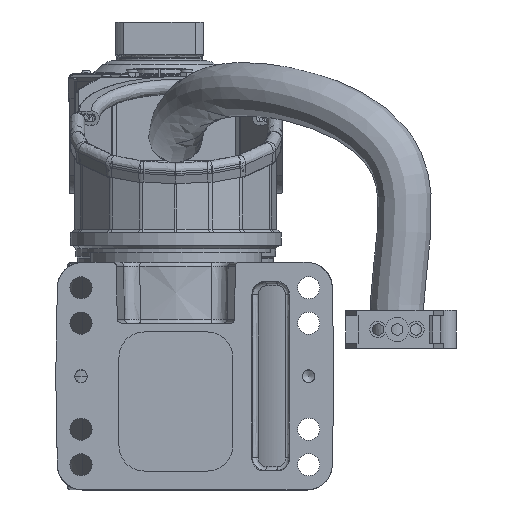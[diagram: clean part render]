
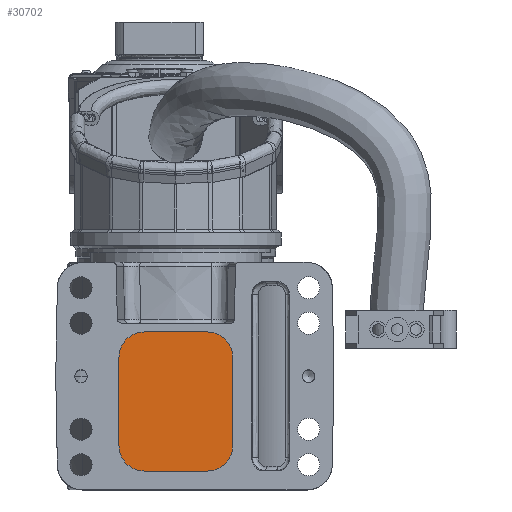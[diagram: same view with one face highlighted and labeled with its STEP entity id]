
A CAD part, left-side view. The second image highlights one B-rep face of the part: STEP entity #30702.
In plain terms, the highlighted planar face has unit normal (-1, 0, 0).
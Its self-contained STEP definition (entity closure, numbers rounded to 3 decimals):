
#1477=LINE('',#45550,#3540);
#1478=LINE('',#45554,#3541);
#1479=LINE('',#45558,#3542);
#1480=LINE('',#45561,#3543);
#3540=VECTOR('',#35996,10.);
#3541=VECTOR('',#35999,10.);
#3542=VECTOR('',#36002,10.);
#3543=VECTOR('',#36005,10.);
#5603=PLANE('',#32797);
#6304=FACE_OUTER_BOUND('',#8132,.T.);
#8132=EDGE_LOOP('',(#19690,#19691,#19692,#19693,#19694,#19695,#19696,#19697));
#10139=CIRCLE('',#32798,20.);
#10140=CIRCLE('',#32799,20.);
#10141=CIRCLE('',#32800,20.);
#10142=CIRCLE('',#32801,20.);
#12314=VERTEX_POINT('',#45546);
#12315=VERTEX_POINT('',#45547);
#12316=VERTEX_POINT('',#45549);
#12317=VERTEX_POINT('',#45551);
#12318=VERTEX_POINT('',#45553);
#12319=VERTEX_POINT('',#45555);
#12320=VERTEX_POINT('',#45557);
#12321=VERTEX_POINT('',#45559);
#15155=EDGE_CURVE('',#12314,#12315,#10139,.T.);
#15156=EDGE_CURVE('',#12316,#12315,#1477,.T.);
#15157=EDGE_CURVE('',#12316,#12317,#10140,.T.);
#15158=EDGE_CURVE('',#12318,#12317,#1478,.T.);
#15159=EDGE_CURVE('',#12318,#12319,#10141,.T.);
#15160=EDGE_CURVE('',#12320,#12319,#1479,.T.);
#15161=EDGE_CURVE('',#12320,#12321,#10142,.T.);
#15162=EDGE_CURVE('',#12314,#12321,#1480,.T.);
#19690=ORIENTED_EDGE('',*,*,#15155,.T.);
#19691=ORIENTED_EDGE('',*,*,#15156,.F.);
#19692=ORIENTED_EDGE('',*,*,#15157,.T.);
#19693=ORIENTED_EDGE('',*,*,#15158,.F.);
#19694=ORIENTED_EDGE('',*,*,#15159,.T.);
#19695=ORIENTED_EDGE('',*,*,#15160,.F.);
#19696=ORIENTED_EDGE('',*,*,#15161,.T.);
#19697=ORIENTED_EDGE('',*,*,#15162,.F.);
#30702=ADVANCED_FACE('',(#6304),#5603,.F.);
#32797=AXIS2_PLACEMENT_3D('',#45545,#35992,#35993);
#32798=AXIS2_PLACEMENT_3D('',#45548,#35994,#35995);
#32799=AXIS2_PLACEMENT_3D('',#45552,#35997,#35998);
#32800=AXIS2_PLACEMENT_3D('',#45556,#36000,#36001);
#32801=AXIS2_PLACEMENT_3D('',#45560,#36003,#36004);
#35992=DIRECTION('center_axis',(1.,0.,0.));
#35993=DIRECTION('ref_axis',(0.,0.,-1.));
#35994=DIRECTION('center_axis',(-1.,0.,0.));
#35995=DIRECTION('ref_axis',(0.,-0.707,0.707));
#35996=DIRECTION('',(0.,-1.,0.));
#35997=DIRECTION('center_axis',(-1.,0.,0.));
#35998=DIRECTION('ref_axis',(0.,0.707,0.707));
#35999=DIRECTION('',(0.,0.,1.));
#36000=DIRECTION('center_axis',(-1.,0.,0.));
#36001=DIRECTION('ref_axis',(0.,0.707,-0.707));
#36002=DIRECTION('',(0.,1.,0.));
#36003=DIRECTION('center_axis',(-1.,0.,0.));
#36004=DIRECTION('ref_axis',(0.,-0.707,-0.707));
#36005=DIRECTION('',(0.,0.,-1.));
#45545=CARTESIAN_POINT('Origin',(-165.,-35.,24.));
#45546=CARTESIAN_POINT('',(-165.,-45.,15.));
#45547=CARTESIAN_POINT('',(-165.,-25.,35.));
#45548=CARTESIAN_POINT('Origin',(-165.,-25.,15.));
#45549=CARTESIAN_POINT('',(-165.,25.,35.));
#45550=CARTESIAN_POINT('',(-165.,45.,35.));
#45551=CARTESIAN_POINT('',(-165.,45.,15.));
#45552=CARTESIAN_POINT('Origin',(-165.,25.,15.));
#45553=CARTESIAN_POINT('',(-165.,45.,-55.));
#45554=CARTESIAN_POINT('',(-165.,45.,-75.));
#45555=CARTESIAN_POINT('',(-165.,25.,-75.));
#45556=CARTESIAN_POINT('Origin',(-165.,25.,-55.));
#45557=CARTESIAN_POINT('',(-165.,-25.,-75.));
#45558=CARTESIAN_POINT('',(-165.,-45.,-75.));
#45559=CARTESIAN_POINT('',(-165.,-45.,-55.));
#45560=CARTESIAN_POINT('Origin',(-165.,-25.,-55.));
#45561=CARTESIAN_POINT('',(-165.,-45.,35.));
